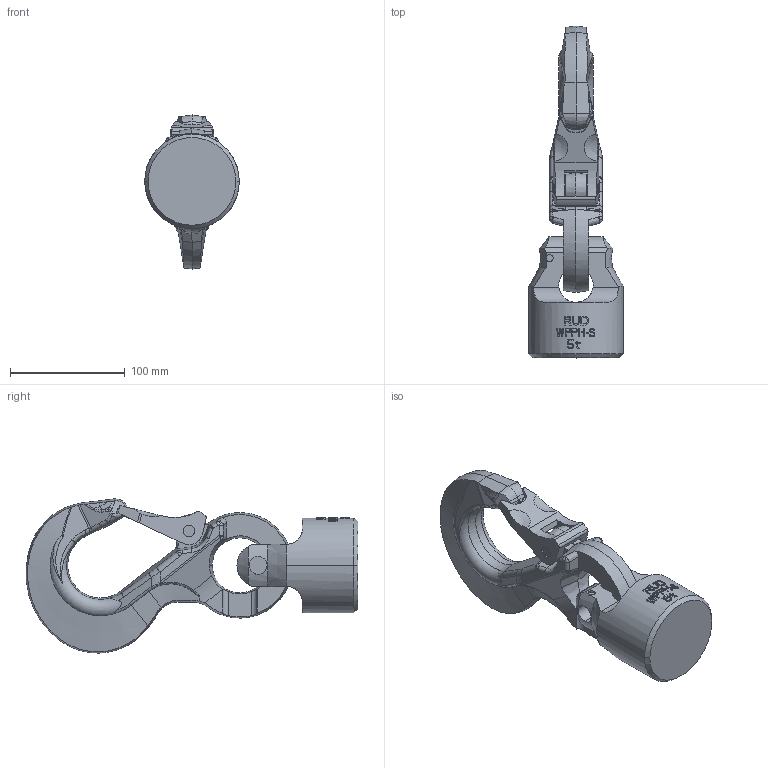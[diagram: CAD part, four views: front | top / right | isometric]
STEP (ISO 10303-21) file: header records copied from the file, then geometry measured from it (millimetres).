
FILE_DESCRIPTION((''),'2;1');
FILE_NAME('001-M31444-P23_ASM','2004-10-11T',('Haas'),(''),'PRO/ENGINEER BY PARAMETRIC TECHNOLOGY CORPORATION, 2003450','PRO/ENGINEER BY PARAMETRIC TECHNOLOGY CORPORATION, 2003450','');
FILE_SCHEMA(('CONFIG_CONTROL_DESIGN'));
Length unit declared in the file: millimetre
Products named in the file (5): 001-M31444-023; 001-M31479-001; 001-M31480-001; 001-M31479-002_ASM; 001-M31444-P23_ASM
Assembly tree (4 placements, depth 3):
  001-M31444-P23_ASM
    001-M31444-023
    001-M31479-002_ASM
      001-M31479-001
      001-M31480-001
Bounding box: 82.5 x 289.38 x 134.49 mm (x, y, z)
Volume: 726850.8 mm3; surface area: 97968.1 mm2
Topology: 3 solids, 3 shells, 609 faces, 1640 edges, 1054 vertices
Faces by surface type: plane 368, cylinder 109, bspline 62, cone 42, torus 18, sphere 10
Entity records: 22056 total; most frequent: CARTESIAN_POINT 7785, ORIENTED_EDGE 3280, DIRECTION 2512, EDGE_CURVE 1640, VERTEX_POINT 1054, AXIS2_PLACEMENT_3D 918, VECTOR 676, LINE 676
